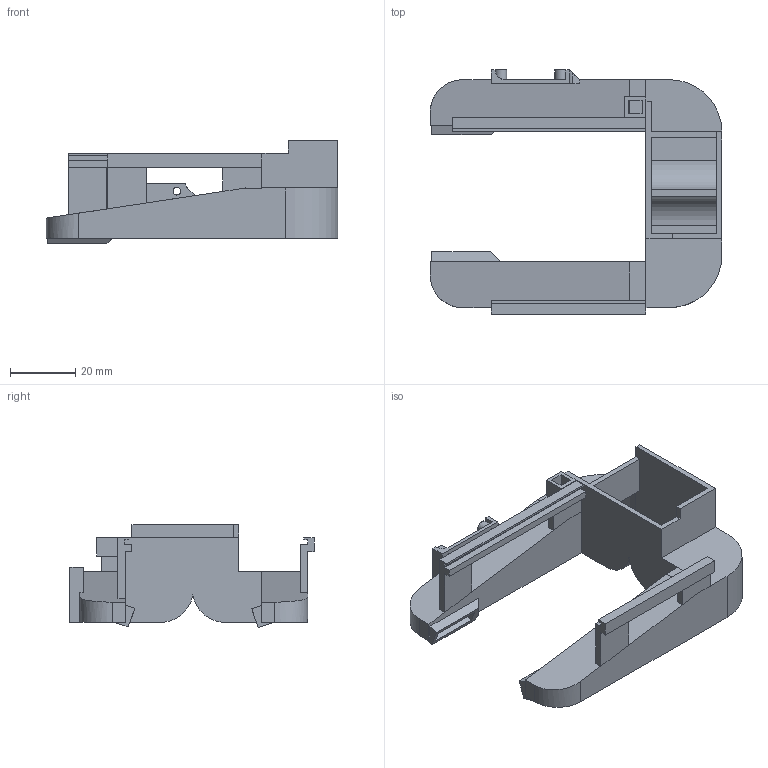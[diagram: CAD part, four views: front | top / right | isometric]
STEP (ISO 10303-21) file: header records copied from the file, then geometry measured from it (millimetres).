
FILE_DESCRIPTION(('HOOPS Exchange Step'),'2;1');
FILE_NAME('temp_export.step','2020-06-24T08:39:42+01:00',('mobile'),('Shapr3D Limited'),'HOOPS Exchange 2020.1','Shapr3D','Authorized');
FILE_SCHEMA( ('AP203_CONFIGURATION_CONTROLLED_3D_DESIGN_OF_MECHANICAL_PARTS_AND_ASSEMBLIES_MIM_LF') );
Length unit declared in the file: millimetre
Products named in the file (1): Fun Duct w IR Sensor Mount
Bounding box: 89.2 x 74.7 x 31.4 mm (x, y, z)
Volume: 18654.3 mm3; surface area: 27751.1 mm2
Topology: 1 solids, 1 shells, 143 faces, 431 edges, 285 vertices
Faces by surface type: plane 122, cylinder 21
Full cylindrical faces by diameter (mm): 2.3 x2
Entity records: 4931 total; most frequent: CARTESIAN_POINT 986, ORIENTED_EDGE 862, DIRECTION 752, EDGE_CURVE 431, VECTOR 380, LINE 380, VERTEX_POINT 285, AXIS2_PLACEMENT_3D 186
